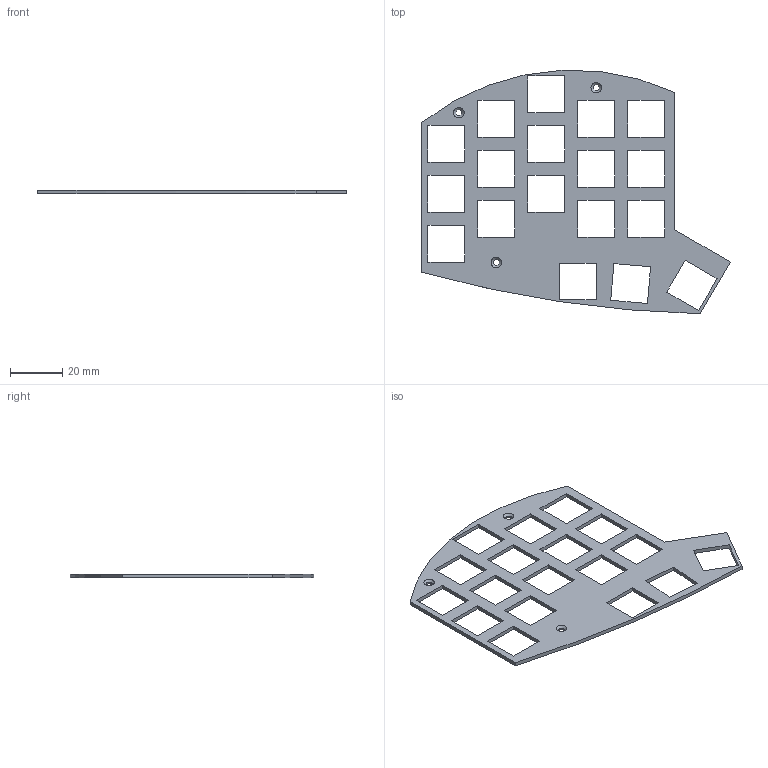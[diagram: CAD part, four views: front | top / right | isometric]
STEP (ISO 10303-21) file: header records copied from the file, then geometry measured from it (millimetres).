
FILE_DESCRIPTION(('HOOPS Exchange Step'),'2;1');
FILE_NAME('temp_export','2024-11-12T17:01:09-05:00',('jcam'),('Shapr3D Limited'),'HOOPS Exchange 2024.6','Shapr3D','Authorized');
FILE_SCHEMA( ('AP242_MANAGED_MODEL_BASED_3D_ENGINEERING_MIM_LF {1 0 10303 442 1 1 4 }') );
Length unit declared in the file: millimetre
Products named in the file (1): root
Bounding box: 117.7 x 92.88 x 1.5 mm (x, y, z)
Volume: 7131.6 mm3; surface area: 11613.8 mm2
Topology: 1 solids, 1 shells, 86 faces, 249 edges, 165 vertices
Faces by surface type: plane 78, cylinder 5, cone 3
Full cylindrical faces by diameter (mm): 2.4 x3
Entity records: 2902 total; most frequent: CARTESIAN_POINT 502, ORIENTED_EDGE 498, DIRECTION 438, EDGE_CURVE 249, VECTOR 236, LINE 236, VERTEX_POINT 165, EDGE_LOOP 128
